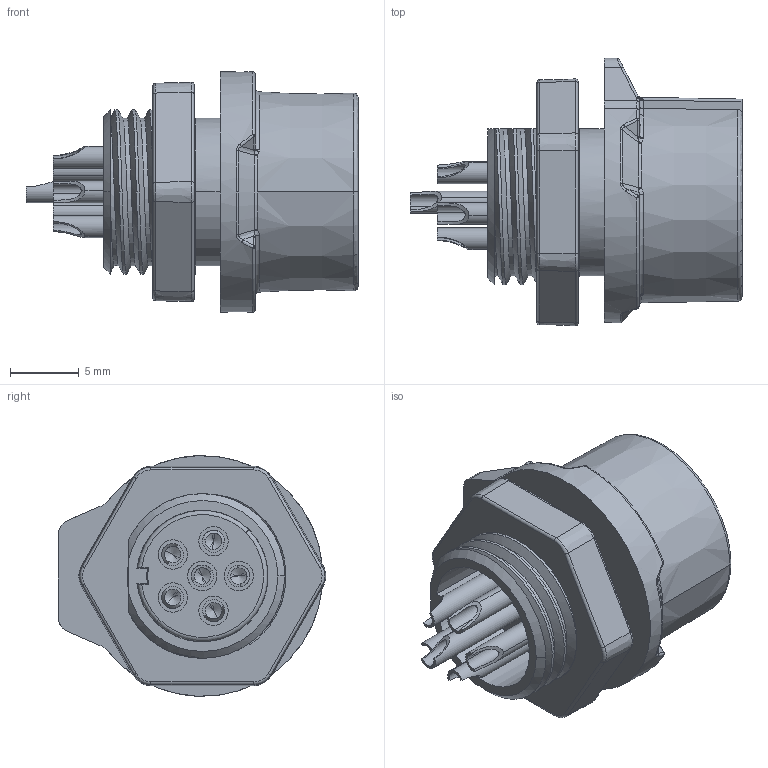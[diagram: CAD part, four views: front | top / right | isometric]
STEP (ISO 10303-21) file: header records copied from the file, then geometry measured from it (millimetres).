
FILE_DESCRIPTION(('FreeCAD Model'),'2;1');
FILE_NAME('Open CASCADE Shape Model','2021-01-25T23:45:14',('Author'),( ''),'Open CASCADE STEP processor 7.4','FreeCAD','Unknown');
FILE_SCHEMA(('AUTOMOTIVE_DESIGN { 1 0 10303 214 1 1 1 1 }'));
Length unit declared in the file: millimetre
Products named in the file (7): LP-12六单孔插座组件（无LOGO塑胶款）; 202-0109-00__LP-12ｵ･ｿ??ｺ??｣ｨ?LOGO｣ｩ; 201-0115-00__LP-12?ｽｺﾝ?; LP12_鞠郋譫呿蝶郪璃; LP12_鞠郋譫呿蝶璃; 1.0??_(12?); 1.0ｼ?､??_(12?)
Assembly tree (10 placements, depth 3):
  LP-12六单孔插座组件（无LOGO塑胶款）
    202-0109-00__LP-12ｵ･ｿ??ｺ??｣ｨ?LOGO｣ｩ
    201-0115-00__LP-12?ｽｺﾝ?
    LP12_鞠郋譫呿蝶郪璃
      LP12_鞠郋譫呿蝶璃
      1.0??_(12?)  x5
      1.0ｼ?､??_(12?)
Bounding box: 24.2 x 19.5 x 17.54 mm (x, y, z)
Volume: 2217.3 mm3; surface area: 4360.9 mm2
Topology: 9 solids, 9 shells, 658 faces, 1634 edges, 1012 vertices
Faces by surface type: plane 191, cylinder 179, cone 132, bspline 107, torus 43, sphere 6
Entity records: 30906 total; most frequent: CARTESIAN_POINT 19716, ORIENTED_EDGE 2428, DIRECTION 2133, EDGE_CURVE 1214, AXIS2_PLACEMENT_3D 838, VERTEX_POINT 760, FACE_BOUND 549, EDGE_LOOP 549
